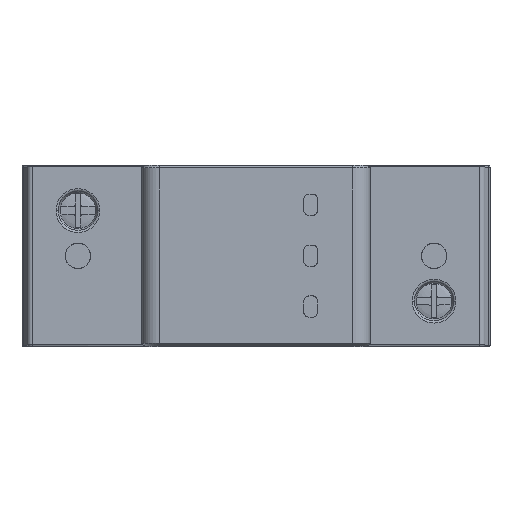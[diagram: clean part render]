
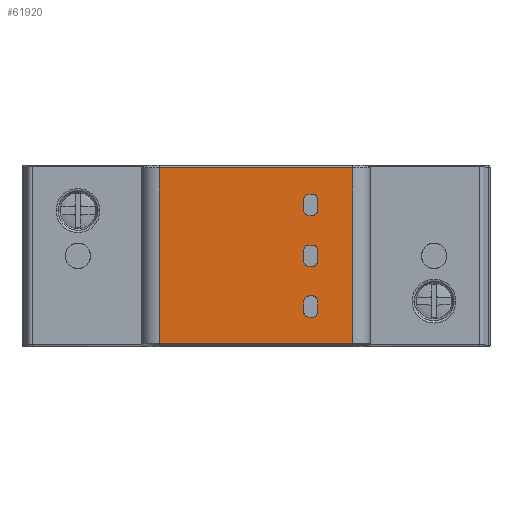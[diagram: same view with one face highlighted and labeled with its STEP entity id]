
A CAD part, top view. The second image highlights one B-rep face of the part: STEP entity #61920.
In plain terms, the highlighted planar face has unit normal (0, 0, 1).
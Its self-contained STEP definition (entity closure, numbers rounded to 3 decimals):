
#14232=DIRECTION('',(1.,0.,0.));
#14233=VECTOR('',#14232,38.);
#14234=CARTESIAN_POINT('',(26.,0.55,31.2));
#14235=LINE('',#14234,#14233);
#14386=DIRECTION('',(-1.,0.,0.));
#14387=VECTOR('',#14386,38.);
#14388=CARTESIAN_POINT('',(64.,35.05,31.2));
#14389=LINE('',#14388,#14387);
#14403=DIRECTION('',(0.,-1.,0.));
#14404=VECTOR('',#14403,34.5);
#14405=CARTESIAN_POINT('',(26.,35.05,31.2));
#14406=LINE('',#14405,#14404);
#14411=CARTESIAN_POINT('',(56.1,18.9,31.2));
#14412=DIRECTION('',(0.,0.,1.));
#14413=DIRECTION('',(1.,0.,0.));
#14414=AXIS2_PLACEMENT_3D('',#14411,#14412,#14413);
#14416=CARTESIAN_POINT('',(55.4,18.9,31.2));
#14417=DIRECTION('',(0.,0.,1.));
#14418=DIRECTION('',(0.,1.,0.));
#14419=AXIS2_PLACEMENT_3D('',#14416,#14417,#14418);
#14421=CARTESIAN_POINT('',(55.4,16.7,31.2));
#14422=DIRECTION('',(0.,0.,1.));
#14423=DIRECTION('',(-1.,0.,0.));
#14424=AXIS2_PLACEMENT_3D('',#14421,#14422,#14423);
#14426=CARTESIAN_POINT('',(56.1,16.7,31.2));
#14427=DIRECTION('',(0.,0.,1.));
#14428=DIRECTION('',(0.,-1.,0.));
#14429=AXIS2_PLACEMENT_3D('',#14426,#14427,#14428);
#14431=CARTESIAN_POINT('',(56.1,28.9,31.2));
#14432=DIRECTION('',(0.,0.,1.));
#14433=DIRECTION('',(1.,0.,0.));
#14434=AXIS2_PLACEMENT_3D('',#14431,#14432,#14433);
#14436=CARTESIAN_POINT('',(55.4,28.9,31.2));
#14437=DIRECTION('',(0.,0.,1.));
#14438=DIRECTION('',(0.,1.,0.));
#14439=AXIS2_PLACEMENT_3D('',#14436,#14437,#14438);
#14441=CARTESIAN_POINT('',(55.4,26.7,31.2));
#14442=DIRECTION('',(0.,0.,1.));
#14443=DIRECTION('',(-1.,0.,0.));
#14444=AXIS2_PLACEMENT_3D('',#14441,#14442,#14443);
#14446=CARTESIAN_POINT('',(56.1,26.7,31.2));
#14447=DIRECTION('',(0.,0.,1.));
#14448=DIRECTION('',(0.,-1.,0.));
#14449=AXIS2_PLACEMENT_3D('',#14446,#14447,#14448);
#14451=CARTESIAN_POINT('',(56.1,8.9,31.2));
#14452=DIRECTION('',(0.,0.,1.));
#14453=DIRECTION('',(1.,0.,0.));
#14454=AXIS2_PLACEMENT_3D('',#14451,#14452,#14453);
#14456=CARTESIAN_POINT('',(55.4,8.9,31.2));
#14457=DIRECTION('',(0.,0.,1.));
#14458=DIRECTION('',(0.,1.,0.));
#14459=AXIS2_PLACEMENT_3D('',#14456,#14457,#14458);
#14461=CARTESIAN_POINT('',(55.4,6.7,31.2));
#14462=DIRECTION('',(0.,0.,1.));
#14463=DIRECTION('',(-1.,0.,0.));
#14464=AXIS2_PLACEMENT_3D('',#14461,#14462,#14463);
#14466=CARTESIAN_POINT('',(56.1,6.7,31.2));
#14467=DIRECTION('',(0.,0.,1.));
#14468=DIRECTION('',(0.,-1.,0.));
#14469=AXIS2_PLACEMENT_3D('',#14466,#14467,#14468);
#14475=DIRECTION('',(0.,1.,0.));
#14476=VECTOR('',#14475,34.5);
#14477=CARTESIAN_POINT('',(64.,0.55,31.2));
#14478=LINE('',#14477,#14476);
#14487=DIRECTION('',(0.,-1.,0.));
#14488=VECTOR('',#14487,2.2);
#14489=CARTESIAN_POINT('',(57.1,18.9,31.2));
#14490=LINE('',#14489,#14488);
#14518=DIRECTION('',(-1.,0.,0.));
#14519=VECTOR('',#14518,0.7);
#14520=CARTESIAN_POINT('',(56.1,15.7,31.2));
#14521=LINE('',#14520,#14519);
#14549=DIRECTION('',(0.,1.,0.));
#14550=VECTOR('',#14549,2.2);
#14551=CARTESIAN_POINT('',(54.4,16.7,31.2));
#14552=LINE('',#14551,#14550);
#14580=DIRECTION('',(1.,0.,0.));
#14581=VECTOR('',#14580,0.7);
#14582=CARTESIAN_POINT('',(55.4,19.9,31.2));
#14583=LINE('',#14582,#14581);
#14647=DIRECTION('',(0.,-1.,0.));
#14648=VECTOR('',#14647,2.2);
#14649=CARTESIAN_POINT('',(57.1,28.9,31.2));
#14650=LINE('',#14649,#14648);
#14678=DIRECTION('',(-1.,0.,0.));
#14679=VECTOR('',#14678,0.7);
#14680=CARTESIAN_POINT('',(56.1,25.7,31.2));
#14681=LINE('',#14680,#14679);
#14709=DIRECTION('',(0.,1.,0.));
#14710=VECTOR('',#14709,2.2);
#14711=CARTESIAN_POINT('',(54.4,26.7,31.2));
#14712=LINE('',#14711,#14710);
#14740=DIRECTION('',(1.,0.,0.));
#14741=VECTOR('',#14740,0.7);
#14742=CARTESIAN_POINT('',(55.4,29.9,31.2));
#14743=LINE('',#14742,#14741);
#14807=DIRECTION('',(0.,-1.,0.));
#14808=VECTOR('',#14807,2.2);
#14809=CARTESIAN_POINT('',(57.1,8.9,31.2));
#14810=LINE('',#14809,#14808);
#14838=DIRECTION('',(-1.,0.,0.));
#14839=VECTOR('',#14838,0.7);
#14840=CARTESIAN_POINT('',(56.1,5.7,31.2));
#14841=LINE('',#14840,#14839);
#14869=DIRECTION('',(0.,1.,0.));
#14870=VECTOR('',#14869,2.2);
#14871=CARTESIAN_POINT('',(54.4,6.7,31.2));
#14872=LINE('',#14871,#14870);
#14900=DIRECTION('',(1.,0.,0.));
#14901=VECTOR('',#14900,0.7);
#14902=CARTESIAN_POINT('',(55.4,9.9,31.2));
#14903=LINE('',#14902,#14901);
#39888=CARTESIAN_POINT('',(64.,35.05,31.2));
#39889=VERTEX_POINT('',#39888);
#39890=CARTESIAN_POINT('',(26.,35.05,31.2));
#39891=VERTEX_POINT('',#39890);
#39920=CARTESIAN_POINT('',(26.,0.55,31.2));
#39921=VERTEX_POINT('',#39920);
#39922=CARTESIAN_POINT('',(64.,0.55,31.2));
#39923=VERTEX_POINT('',#39922);
#39924=CARTESIAN_POINT('',(57.1,18.9,31.2));
#39925=CARTESIAN_POINT('',(57.1,16.7,31.2));
#39926=VERTEX_POINT('',#39924);
#39927=VERTEX_POINT('',#39925);
#39928=CARTESIAN_POINT('',(56.1,19.9,31.2));
#39929=VERTEX_POINT('',#39928);
#39930=CARTESIAN_POINT('',(55.4,19.9,31.2));
#39931=VERTEX_POINT('',#39930);
#39932=CARTESIAN_POINT('',(54.4,18.9,31.2));
#39933=VERTEX_POINT('',#39932);
#39934=CARTESIAN_POINT('',(54.4,16.7,31.2));
#39935=VERTEX_POINT('',#39934);
#39936=CARTESIAN_POINT('',(55.4,15.7,31.2));
#39937=VERTEX_POINT('',#39936);
#39938=CARTESIAN_POINT('',(56.1,15.7,31.2));
#39939=VERTEX_POINT('',#39938);
#39940=CARTESIAN_POINT('',(57.1,28.9,31.2));
#39941=CARTESIAN_POINT('',(57.1,26.7,31.2));
#39942=VERTEX_POINT('',#39940);
#39943=VERTEX_POINT('',#39941);
#39944=CARTESIAN_POINT('',(56.1,29.9,31.2));
#39945=VERTEX_POINT('',#39944);
#39946=CARTESIAN_POINT('',(55.4,29.9,31.2));
#39947=VERTEX_POINT('',#39946);
#39948=CARTESIAN_POINT('',(54.4,28.9,31.2));
#39949=VERTEX_POINT('',#39948);
#39950=CARTESIAN_POINT('',(54.4,26.7,31.2));
#39951=VERTEX_POINT('',#39950);
#39952=CARTESIAN_POINT('',(55.4,25.7,31.2));
#39953=VERTEX_POINT('',#39952);
#39954=CARTESIAN_POINT('',(56.1,25.7,31.2));
#39955=VERTEX_POINT('',#39954);
#39956=CARTESIAN_POINT('',(57.1,8.9,31.2));
#39957=CARTESIAN_POINT('',(57.1,6.7,31.2));
#39958=VERTEX_POINT('',#39956);
#39959=VERTEX_POINT('',#39957);
#39960=CARTESIAN_POINT('',(56.1,9.9,31.2));
#39961=VERTEX_POINT('',#39960);
#39962=CARTESIAN_POINT('',(55.4,9.9,31.2));
#39963=VERTEX_POINT('',#39962);
#39964=CARTESIAN_POINT('',(54.4,8.9,31.2));
#39965=VERTEX_POINT('',#39964);
#39966=CARTESIAN_POINT('',(54.4,6.7,31.2));
#39967=VERTEX_POINT('',#39966);
#39968=CARTESIAN_POINT('',(55.4,5.7,31.2));
#39969=VERTEX_POINT('',#39968);
#39970=CARTESIAN_POINT('',(56.1,5.7,31.2));
#39971=VERTEX_POINT('',#39970);
#61854=CARTESIAN_POINT('',(45.,17.8,31.2));
#61855=DIRECTION('',(0.,0.,1.));
#61856=DIRECTION('',(1.,0.,0.));
#61857=AXIS2_PLACEMENT_3D('',#61854,#61855,#61856);
#61858=PLANE('',#61857);
#61860=ORIENTED_EDGE('',*,*,#61859,.F.);
#61861=ORIENTED_EDGE('',*,*,#61654,.F.);
#61862=ORIENTED_EDGE('',*,*,#61846,.F.);
#61863=ORIENTED_EDGE('',*,*,#61823,.F.);
#61864=EDGE_LOOP('',(#61860,#61861,#61862,#61863));
#61865=FACE_OUTER_BOUND('',#61864,.F.);
#61867=ORIENTED_EDGE('',*,*,#61866,.F.);
#61869=ORIENTED_EDGE('',*,*,#61868,.T.);
#61871=ORIENTED_EDGE('',*,*,#61870,.F.);
#61873=ORIENTED_EDGE('',*,*,#61872,.T.);
#61875=ORIENTED_EDGE('',*,*,#61874,.F.);
#61877=ORIENTED_EDGE('',*,*,#61876,.T.);
#61879=ORIENTED_EDGE('',*,*,#61878,.F.);
#61881=ORIENTED_EDGE('',*,*,#61880,.T.);
#61882=EDGE_LOOP('',(#61867,#61869,#61871,#61873,#61875,#61877,#61879,#61881));
#61883=FACE_BOUND('',#61882,.F.);
#61885=ORIENTED_EDGE('',*,*,#61884,.F.);
#61887=ORIENTED_EDGE('',*,*,#61886,.T.);
#61889=ORIENTED_EDGE('',*,*,#61888,.F.);
#61891=ORIENTED_EDGE('',*,*,#61890,.T.);
#61893=ORIENTED_EDGE('',*,*,#61892,.F.);
#61895=ORIENTED_EDGE('',*,*,#61894,.T.);
#61897=ORIENTED_EDGE('',*,*,#61896,.F.);
#61899=ORIENTED_EDGE('',*,*,#61898,.T.);
#61900=EDGE_LOOP('',(#61885,#61887,#61889,#61891,#61893,#61895,#61897,#61899));
#61901=FACE_BOUND('',#61900,.F.);
#61903=ORIENTED_EDGE('',*,*,#61902,.F.);
#61905=ORIENTED_EDGE('',*,*,#61904,.T.);
#61907=ORIENTED_EDGE('',*,*,#61906,.F.);
#61909=ORIENTED_EDGE('',*,*,#61908,.T.);
#61911=ORIENTED_EDGE('',*,*,#61910,.F.);
#61913=ORIENTED_EDGE('',*,*,#61912,.T.);
#61915=ORIENTED_EDGE('',*,*,#61914,.F.);
#61917=ORIENTED_EDGE('',*,*,#61916,.T.);
#61918=EDGE_LOOP('',(#61903,#61905,#61907,#61909,#61911,#61913,#61915,#61917));
#61919=FACE_BOUND('',#61918,.F.);
#61920=ADVANCED_FACE('',(#61865,#61883,#61901,#61919),#61858,.T.);
#14415=CIRCLE('',#14414,1.);
#14420=CIRCLE('',#14419,1.);
#14425=CIRCLE('',#14424,1.);
#14430=CIRCLE('',#14429,1.);
#14435=CIRCLE('',#14434,1.);
#14440=CIRCLE('',#14439,1.);
#14445=CIRCLE('',#14444,1.);
#14450=CIRCLE('',#14449,1.);
#14455=CIRCLE('',#14454,1.);
#14460=CIRCLE('',#14459,1.);
#14465=CIRCLE('',#14464,1.);
#14470=CIRCLE('',#14469,1.);
#61654=EDGE_CURVE('',#39921,#39923,#14235,.T.);
#61823=EDGE_CURVE('',#39889,#39891,#14389,.T.);
#61846=EDGE_CURVE('',#39891,#39921,#14406,.T.);
#61859=EDGE_CURVE('',#39923,#39889,#14478,.T.);
#61866=EDGE_CURVE('',#39926,#39927,#14490,.T.);
#61868=EDGE_CURVE('',#39926,#39929,#14415,.T.);
#61870=EDGE_CURVE('',#39931,#39929,#14583,.T.);
#61872=EDGE_CURVE('',#39931,#39933,#14420,.T.);
#61874=EDGE_CURVE('',#39935,#39933,#14552,.T.);
#61876=EDGE_CURVE('',#39935,#39937,#14425,.T.);
#61878=EDGE_CURVE('',#39939,#39937,#14521,.T.);
#61880=EDGE_CURVE('',#39939,#39927,#14430,.T.);
#61884=EDGE_CURVE('',#39942,#39943,#14650,.T.);
#61886=EDGE_CURVE('',#39942,#39945,#14435,.T.);
#61888=EDGE_CURVE('',#39947,#39945,#14743,.T.);
#61890=EDGE_CURVE('',#39947,#39949,#14440,.T.);
#61892=EDGE_CURVE('',#39951,#39949,#14712,.T.);
#61894=EDGE_CURVE('',#39951,#39953,#14445,.T.);
#61896=EDGE_CURVE('',#39955,#39953,#14681,.T.);
#61898=EDGE_CURVE('',#39955,#39943,#14450,.T.);
#61902=EDGE_CURVE('',#39958,#39959,#14810,.T.);
#61904=EDGE_CURVE('',#39958,#39961,#14455,.T.);
#61906=EDGE_CURVE('',#39963,#39961,#14903,.T.);
#61908=EDGE_CURVE('',#39963,#39965,#14460,.T.);
#61910=EDGE_CURVE('',#39967,#39965,#14872,.T.);
#61912=EDGE_CURVE('',#39967,#39969,#14465,.T.);
#61914=EDGE_CURVE('',#39971,#39969,#14841,.T.);
#61916=EDGE_CURVE('',#39971,#39959,#14470,.T.);
